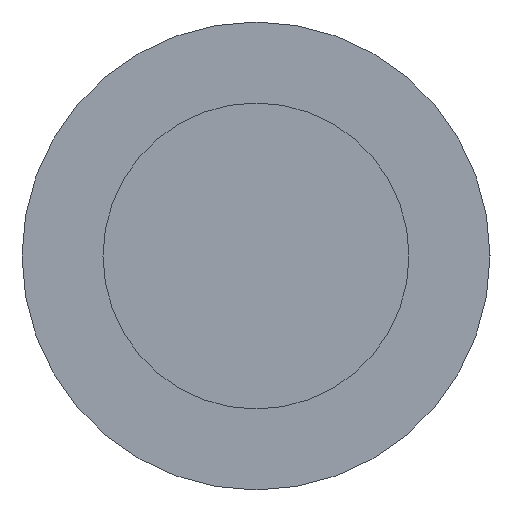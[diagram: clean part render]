
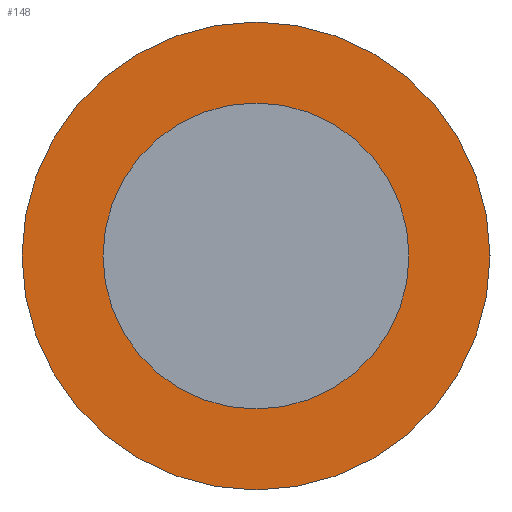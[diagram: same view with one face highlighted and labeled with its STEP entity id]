
A CAD part, left-side view. The second image highlights one B-rep face of the part: STEP entity #148.
In plain terms, the highlighted planar face has unit normal (-1, 0, 0).
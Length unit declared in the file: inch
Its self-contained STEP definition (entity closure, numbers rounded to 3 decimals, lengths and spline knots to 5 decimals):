
#3 = FACE_BOUND ( 'NONE', #77, .T. ) ;
#13 = VERTEX_POINT ( 'NONE', #205 ) ;
#22 = CARTESIAN_POINT ( 'NONE',  ( 0., 0., 0.085 ) ) ;
#26 = AXIS2_PLACEMENT_3D ( 'NONE', #166, #137, #139 ) ;
#38 = DIRECTION ( 'NONE',  ( 1., 0., 0. ) ) ;
#49 = CARTESIAN_POINT ( 'NONE',  ( 0., 0., 0. ) ) ;
#66 = DIRECTION ( 'NONE',  ( -1., 0., 0. ) ) ;
#67 = AXIS2_PLACEMENT_3D ( 'NONE', #109, #169, #201 ) ;
#73 = ORIENTED_EDGE ( 'NONE', *, *, #119, .F. ) ;
#77 = EDGE_LOOP ( 'NONE', ( #165, #157 ) ) ;
#86 = CARTESIAN_POINT ( 'NONE',  ( 0., 0., 0.13 ) ) ;
#93 = EDGE_LOOP ( 'NONE', ( #191, #73 ) ) ;
#99 = AXIS2_PLACEMENT_3D ( 'NONE', #170, #38, #150 ) ;
#103 = CIRCLE ( 'NONE', #67, 0.13 ) ;
#104 = CARTESIAN_POINT ( 'NONE',  ( 0., 0., 0. ) ) ;
#107 = CIRCLE ( 'NONE', #26, 0.13 ) ;
#108 = DIRECTION ( 'NONE',  ( 0., 0., 1. ) ) ;
#109 = CARTESIAN_POINT ( 'NONE',  ( 0., 0., 0. ) ) ;
#112 = AXIS2_PLACEMENT_3D ( 'NONE', #104, #199, #108 ) ;
#114 = VERTEX_POINT ( 'NONE', #86 ) ;
#119 = EDGE_CURVE ( 'NONE', #13, #114, #107, .T. ) ;
#121 = EDGE_CURVE ( 'NONE', #114, #13, #103, .T. ) ;
#122 = PLANE ( 'NONE',  #99 ) ;
#127 = VERTEX_POINT ( 'NONE', #22 ) ;
#133 = AXIS2_PLACEMENT_3D ( 'NONE', #49, #66, #185 ) ;
#137 = DIRECTION ( 'NONE',  ( 1., 0., 0. ) ) ;
#138 = EDGE_CURVE ( 'NONE', #127, #143, #198, .T. ) ;
#139 = DIRECTION ( 'NONE',  ( 0., 0., -1. ) ) ;
#143 = VERTEX_POINT ( 'NONE', #171 ) ;
#148 = ADVANCED_FACE ( 'NONE', ( #3, #203 ), #122, .F. ) ;
#150 = DIRECTION ( 'NONE',  ( 0., 0., -1. ) ) ;
#156 = CIRCLE ( 'NONE', #112, 0.085 ) ;
#157 = ORIENTED_EDGE ( 'NONE', *, *, #186, .F. ) ;
#165 = ORIENTED_EDGE ( 'NONE', *, *, #138, .F. ) ;
#166 = CARTESIAN_POINT ( 'NONE',  ( 0., 0., 0. ) ) ;
#169 = DIRECTION ( 'NONE',  ( 1., 0., 0. ) ) ;
#170 = CARTESIAN_POINT ( 'NONE',  ( 0., 0., 0. ) ) ;
#171 = CARTESIAN_POINT ( 'NONE',  ( 0., 0., -0.085 ) ) ;
#185 = DIRECTION ( 'NONE',  ( 0., 0., 1. ) ) ;
#186 = EDGE_CURVE ( 'NONE', #143, #127, #156, .T. ) ;
#191 = ORIENTED_EDGE ( 'NONE', *, *, #121, .F. ) ;
#198 = CIRCLE ( 'NONE', #133, 0.085 ) ;
#199 = DIRECTION ( 'NONE',  ( -1., 0., 0. ) ) ;
#201 = DIRECTION ( 'NONE',  ( 0., 0., -1. ) ) ;
#203 = FACE_OUTER_BOUND ( 'NONE', #93, .T. ) ;
#205 = CARTESIAN_POINT ( 'NONE',  ( 0., 0., -0.13 ) ) ;
